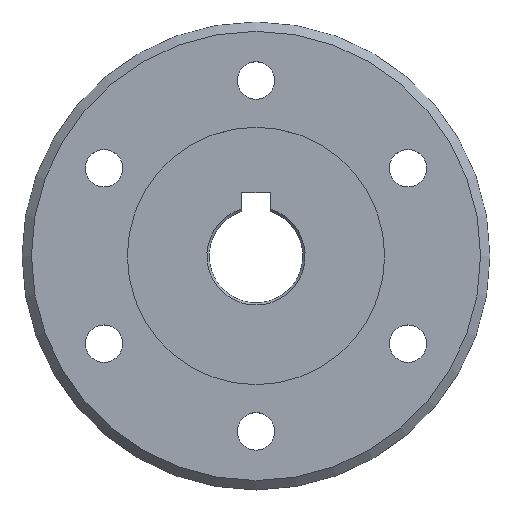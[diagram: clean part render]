
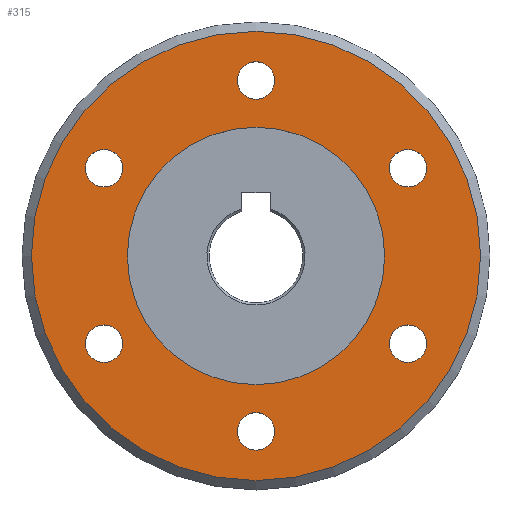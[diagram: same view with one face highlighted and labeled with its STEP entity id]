
A CAD part, top view. The second image highlights one B-rep face of the part: STEP entity #315.
In plain terms, the highlighted planar face has unit normal (0, 0, 1).
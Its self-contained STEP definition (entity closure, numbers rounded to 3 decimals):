
#38=PLANE('',#372);
#60=FACE_BOUND('',#114,.T.);
#61=FACE_BOUND('',#115,.T.);
#62=FACE_BOUND('',#116,.T.);
#63=FACE_BOUND('',#117,.T.);
#64=FACE_BOUND('',#118,.T.);
#65=FACE_BOUND('',#119,.T.);
#66=FACE_BOUND('',#120,.T.);
#84=FACE_OUTER_BOUND('',#113,.T.);
#113=EDGE_LOOP('',(#271));
#114=EDGE_LOOP('',(#272));
#115=EDGE_LOOP('',(#273));
#116=EDGE_LOOP('',(#274));
#117=EDGE_LOOP('',(#275));
#118=EDGE_LOOP('',(#276));
#119=EDGE_LOOP('',(#277));
#120=EDGE_LOOP('',(#278));
#155=CIRCLE('',#371,48.);
#156=CIRCLE('',#373,4.);
#157=CIRCLE('',#374,4.);
#158=CIRCLE('',#375,4.);
#159=CIRCLE('',#376,4.);
#160=CIRCLE('',#377,4.);
#161=CIRCLE('',#378,4.);
#162=CIRCLE('',#379,27.5);
#185=VERTEX_POINT('',#549);
#186=VERTEX_POINT('',#552);
#187=VERTEX_POINT('',#554);
#188=VERTEX_POINT('',#556);
#189=VERTEX_POINT('',#558);
#190=VERTEX_POINT('',#560);
#191=VERTEX_POINT('',#562);
#192=VERTEX_POINT('',#564);
#220=EDGE_CURVE('',#185,#185,#155,.T.);
#221=EDGE_CURVE('',#186,#186,#156,.T.);
#222=EDGE_CURVE('',#187,#187,#157,.T.);
#223=EDGE_CURVE('',#188,#188,#158,.T.);
#224=EDGE_CURVE('',#189,#189,#159,.T.);
#225=EDGE_CURVE('',#190,#190,#160,.T.);
#226=EDGE_CURVE('',#191,#191,#161,.T.);
#227=EDGE_CURVE('',#192,#192,#162,.T.);
#271=ORIENTED_EDGE('',*,*,#220,.F.);
#272=ORIENTED_EDGE('',*,*,#221,.T.);
#273=ORIENTED_EDGE('',*,*,#222,.T.);
#274=ORIENTED_EDGE('',*,*,#223,.T.);
#275=ORIENTED_EDGE('',*,*,#224,.T.);
#276=ORIENTED_EDGE('',*,*,#225,.T.);
#277=ORIENTED_EDGE('',*,*,#226,.T.);
#278=ORIENTED_EDGE('',*,*,#227,.T.);
#315=ADVANCED_FACE('',(#84,#60,#61,#62,#63,#64,#65,#66),#38,.T.);
#371=AXIS2_PLACEMENT_3D('',#550,#453,#454);
#372=AXIS2_PLACEMENT_3D('',#551,#455,#456);
#373=AXIS2_PLACEMENT_3D('',#553,#457,#458);
#374=AXIS2_PLACEMENT_3D('',#555,#459,#460);
#375=AXIS2_PLACEMENT_3D('',#557,#461,#462);
#376=AXIS2_PLACEMENT_3D('',#559,#463,#464);
#377=AXIS2_PLACEMENT_3D('',#561,#465,#466);
#378=AXIS2_PLACEMENT_3D('',#563,#467,#468);
#379=AXIS2_PLACEMENT_3D('',#565,#469,#470);
#453=DIRECTION('center_axis',(0.,0.,-1.));
#454=DIRECTION('ref_axis',(-1.,0.,0.));
#455=DIRECTION('center_axis',(0.,0.,1.));
#456=DIRECTION('ref_axis',(1.,0.,0.));
#457=DIRECTION('center_axis',(0.,0.,-1.));
#458=DIRECTION('ref_axis',(-1.,0.,0.));
#459=DIRECTION('center_axis',(0.,0.,-1.));
#460=DIRECTION('ref_axis',(-1.,0.,0.));
#461=DIRECTION('center_axis',(0.,0.,-1.));
#462=DIRECTION('ref_axis',(-1.,0.,0.));
#463=DIRECTION('center_axis',(0.,0.,-1.));
#464=DIRECTION('ref_axis',(-1.,0.,0.));
#465=DIRECTION('center_axis',(0.,0.,-1.));
#466=DIRECTION('ref_axis',(-1.,0.,0.));
#467=DIRECTION('center_axis',(0.,0.,-1.));
#468=DIRECTION('ref_axis',(-1.,0.,0.));
#469=DIRECTION('center_axis',(0.,0.,-1.));
#470=DIRECTION('ref_axis',(-1.,0.,0.));
#549=CARTESIAN_POINT('',(48.,0.,10.));
#550=CARTESIAN_POINT('Origin',(0.,0.,10.));
#551=CARTESIAN_POINT('Origin',(0.,0.,10.));
#552=CARTESIAN_POINT('',(36.476,18.75,10.));
#553=CARTESIAN_POINT('Origin',(32.476,18.75,10.));
#554=CARTESIAN_POINT('',(4.,-37.5,10.));
#555=CARTESIAN_POINT('Origin',(0.,-37.5,10.));
#556=CARTESIAN_POINT('',(-28.476,18.75,10.));
#557=CARTESIAN_POINT('Origin',(-32.476,18.75,10.));
#558=CARTESIAN_POINT('',(4.,37.5,10.));
#559=CARTESIAN_POINT('Origin',(0.,37.5,10.));
#560=CARTESIAN_POINT('',(-28.476,-18.75,10.));
#561=CARTESIAN_POINT('Origin',(-32.476,-18.75,10.));
#562=CARTESIAN_POINT('',(36.476,-18.75,10.));
#563=CARTESIAN_POINT('Origin',(32.476,-18.75,10.));
#564=CARTESIAN_POINT('',(27.5,0.,10.));
#565=CARTESIAN_POINT('Origin',(0.,0.,10.));
